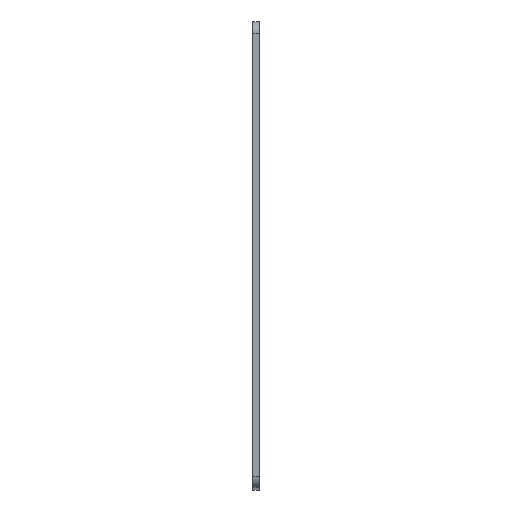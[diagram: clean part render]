
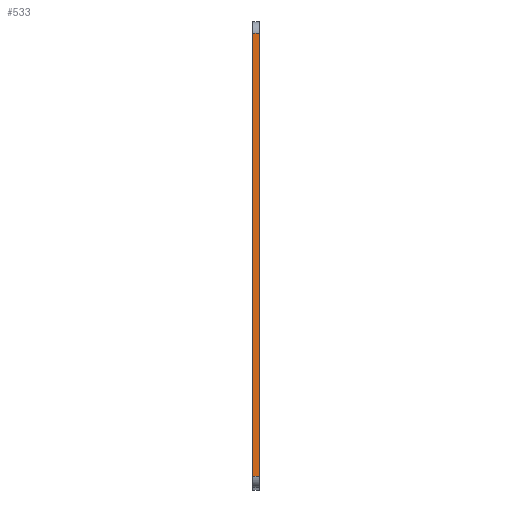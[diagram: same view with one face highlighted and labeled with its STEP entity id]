
A CAD part, top view. The second image highlights one B-rep face of the part: STEP entity #533.
In plain terms, the highlighted free-form (B-spline) face has degree [1, 1] with [2, 2] control points.
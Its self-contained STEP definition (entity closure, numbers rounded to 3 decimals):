
#33 = CARTESIAN_POINT ( 'NONE',  ( 9.172, 28.949, 0. ) ) ;
#34 = ORIENTED_EDGE ( 'NONE', *, *, #487, .F. ) ;
#60 = CARTESIAN_POINT ( 'NONE',  ( 6.172, -166.051, 0. ) ) ;
#82 = EDGE_CURVE ( 'NONE', #566, #719, #276, .T. ) ;
#91 = FACE_OUTER_BOUND ( 'NONE', #659, .T. ) ;
#205 = CARTESIAN_POINT ( 'NONE',  ( 9.172, -166.051, 0. ) ) ;
#276 = B_SPLINE_CURVE_WITH_KNOTS ( 'NONE', 1,
 ( #760, #579 ),
 .UNSPECIFIED., .F., .F.,
 ( 2, 2 ),
 ( 0., 1. ),
 .UNSPECIFIED. ) ;
#295 = CARTESIAN_POINT ( 'NONE',  ( 6.172, 28.949, 0. ) ) ;
#310 = EDGE_CURVE ( 'NONE', #413, #566, #532, .T. ) ;
#335 = B_SPLINE_SURFACE_WITH_KNOTS ( 'NONE', 1, 1, ( 
 ( #33, #547 ),
 ( #295, #554 ) ),
 .UNSPECIFIED., .F., .F., .F.,
 ( 2, 2 ),
 ( 2, 2 ),
 ( 0., 1. ),
 ( 0., 1. ),
 .UNSPECIFIED. ) ;
#353 = CARTESIAN_POINT ( 'NONE',  ( 9.172, 28.949, 0. ) ) ;
#413 = VERTEX_POINT ( 'NONE', #830 ) ;
#424 = ORIENTED_EDGE ( 'NONE', *, *, #82, .T. ) ;
#438 = CARTESIAN_POINT ( 'NONE',  ( 6.172, 28.949, 0. ) ) ;
#474 = CARTESIAN_POINT ( 'NONE',  ( 6.172, -166.051, 0. ) ) ;
#487 = EDGE_CURVE ( 'NONE', #678, #719, #812, .T. ) ;
#531 = CARTESIAN_POINT ( 'NONE',  ( 6.172, 28.949, 0. ) ) ;
#532 = B_SPLINE_CURVE_WITH_KNOTS ( 'NONE', 1,
 ( #438, #60 ),
 .UNSPECIFIED., .F., .F.,
 ( 2, 2 ),
 ( 0., 1. ),
 .UNSPECIFIED. ) ;
#533 = ADVANCED_FACE ( 'NONE', ( #91 ), #335, .T. ) ;
#547 = CARTESIAN_POINT ( 'NONE',  ( 9.172, -166.051, 0. ) ) ;
#554 = CARTESIAN_POINT ( 'NONE',  ( 6.172, -166.051, 0. ) ) ;
#566 = VERTEX_POINT ( 'NONE', #474 ) ;
#577 = CARTESIAN_POINT ( 'NONE',  ( 9.172, 28.949, 0. ) ) ;
#579 = CARTESIAN_POINT ( 'NONE',  ( 9.172, -166.051, 0. ) ) ;
#605 = ORIENTED_EDGE ( 'NONE', *, *, #740, .T. ) ;
#607 = CARTESIAN_POINT ( 'NONE',  ( 9.172, -166.051, 0. ) ) ;
#659 = EDGE_LOOP ( 'NONE', ( #732, #424, #34, #605 ) ) ;
#663 = B_SPLINE_CURVE_WITH_KNOTS ( 'NONE', 1,
 ( #577, #531 ),
 .UNSPECIFIED., .F., .F.,
 ( 2, 2 ),
 ( 0., 1. ),
 .UNSPECIFIED. ) ;
#678 = VERTEX_POINT ( 'NONE', #747 ) ;
#719 = VERTEX_POINT ( 'NONE', #205 ) ;
#732 = ORIENTED_EDGE ( 'NONE', *, *, #310, .T. ) ;
#740 = EDGE_CURVE ( 'NONE', #678, #413, #663, .T. ) ;
#747 = CARTESIAN_POINT ( 'NONE',  ( 9.172, 28.949, 0. ) ) ;
#760 = CARTESIAN_POINT ( 'NONE',  ( 6.172, -166.051, 0. ) ) ;
#812 = B_SPLINE_CURVE_WITH_KNOTS ( 'NONE', 1,
 ( #353, #607 ),
 .UNSPECIFIED., .F., .F.,
 ( 2, 2 ),
 ( 0., 1. ),
 .UNSPECIFIED. ) ;
#830 = CARTESIAN_POINT ( 'NONE',  ( 6.172, 28.949, 0. ) ) ;
